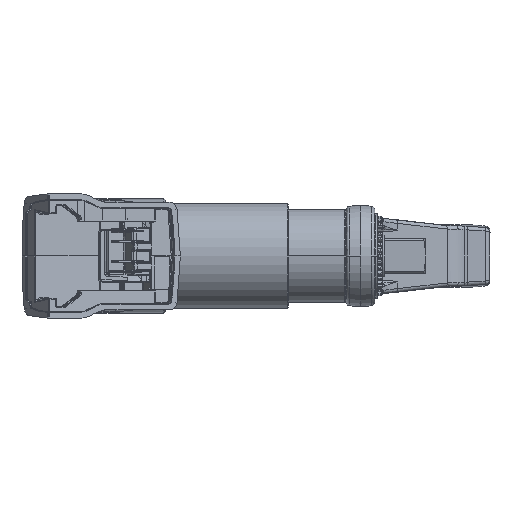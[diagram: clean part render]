
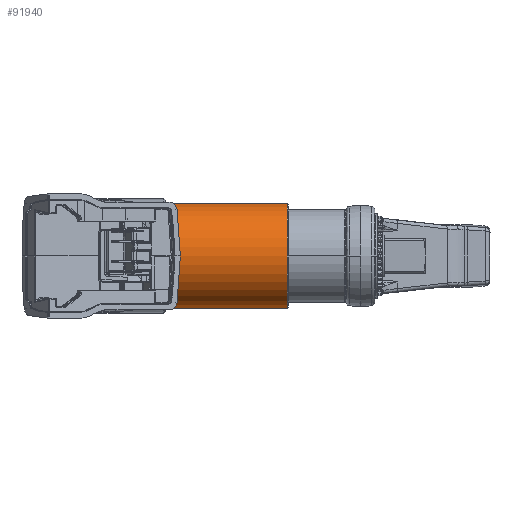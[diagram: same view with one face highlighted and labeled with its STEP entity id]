
A CAD part, left-side view. The second image highlights one B-rep face of the part: STEP entity #91940.
In plain terms, the highlighted cylindrical face has radius 29.21 mm (diameter 58.42 mm), a partial arc.
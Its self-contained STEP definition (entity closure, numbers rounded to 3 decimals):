
#9726 = VECTOR ( 'NONE', #83253, 1000. ) ;
#12041 = DIRECTION ( 'NONE',  ( 0., 0., -1. ) ) ;
#12102 = DIRECTION ( 'NONE',  ( 0., -1., 0. ) ) ;
#12397 = CARTESIAN_POINT ( 'NONE',  ( 145.094, -32.258, 0. ) ) ;
#15696 = CYLINDRICAL_SURFACE ( 'NONE', #31530, 29.21 ) ;
#15813 = FACE_OUTER_BOUND ( 'NONE', #28758, .T. ) ;
#28758 = EDGE_LOOP ( 'NONE', ( #38391, #42001, #45151, #50578 ) ) ;
#30573 = EDGE_CURVE ( 'NONE', #94291, #116503, #83600, .T. ) ;
#31530 = AXIS2_PLACEMENT_3D ( 'NONE', #12397, #12102, #12041 ) ;
#38391 = ORIENTED_EDGE ( 'NONE', *, *, #262173, .F. ) ;
#42001 = ORIENTED_EDGE ( 'NONE', *, *, #155267, .T. ) ;
#45151 = ORIENTED_EDGE ( 'NONE', *, *, #30573, .T. ) ;
#45997 = CARTESIAN_POINT ( 'NONE',  ( 145.094, -100.124, 29.21 ) ) ;
#50578 = ORIENTED_EDGE ( 'NONE', *, *, #52635, .T. ) ;
#52635 = EDGE_CURVE ( 'NONE', #116503, #76647, #230877, .T. ) ;
#60545 = VERTEX_POINT ( 'NONE', #75133 ) ;
#75133 = CARTESIAN_POINT ( 'NONE',  ( 145.094, -32.655, 29.21 ) ) ;
#76647 = VERTEX_POINT ( 'NONE', #45997 ) ;
#83253 = DIRECTION ( 'NONE',  ( 0., -1., 0. ) ) ;
#83555 = CARTESIAN_POINT ( 'NONE',  ( 145.094, -32.258, -29.21 ) ) ;
#83600 = LINE ( 'NONE', #83555, #9726 ) ;
#91940 = ADVANCED_FACE ( 'NONE', ( #15813 ), #15696, .T. ) ;
#94291 = VERTEX_POINT ( 'NONE', #280579 ) ;
#116503 = VERTEX_POINT ( 'NONE', #164067 ) ;
#155267 = EDGE_CURVE ( 'NONE', #60545, #94291, #286632, .T. ) ;
#164067 = CARTESIAN_POINT ( 'NONE',  ( 145.094, -100.124, -29.21 ) ) ;
#175599 = CARTESIAN_POINT ( 'NONE',  ( 145.094, -32.655, 0. ) ) ;
#175868 = DIRECTION ( 'NONE',  ( 0., -1., 0. ) ) ;
#175904 = DIRECTION ( 'NONE',  ( 0., 0., -1. ) ) ;
#202029 = DIRECTION ( 'NONE',  ( 0., 0., -1. ) ) ;
#202077 = DIRECTION ( 'NONE',  ( 0., 1., 0. ) ) ;
#202357 = CARTESIAN_POINT ( 'NONE',  ( 145.094, -100.124, 0. ) ) ;
#212439 = LINE ( 'NONE', #212698, #229296 ) ;
#212698 = CARTESIAN_POINT ( 'NONE',  ( 145.094, -32.258, 29.21 ) ) ;
#212750 = DIRECTION ( 'NONE',  ( 0., -1., 0. ) ) ;
#229296 = VECTOR ( 'NONE', #212750, 1000. ) ;
#230680 = AXIS2_PLACEMENT_3D ( 'NONE', #202357, #202077, #202029 ) ;
#230877 = CIRCLE ( 'NONE', #230680, 29.21 ) ;
#262173 = EDGE_CURVE ( 'NONE', #60545, #76647, #212439, .T. ) ;
#280579 = CARTESIAN_POINT ( 'NONE',  ( 145.094, -32.655, -29.21 ) ) ;
#286414 = AXIS2_PLACEMENT_3D ( 'NONE', #175599, #175868, #175904 ) ;
#286632 = CIRCLE ( 'NONE', #286414, 29.21 ) ;
